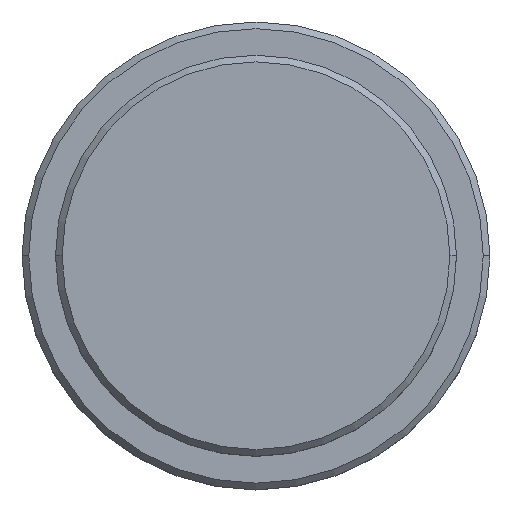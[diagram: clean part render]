
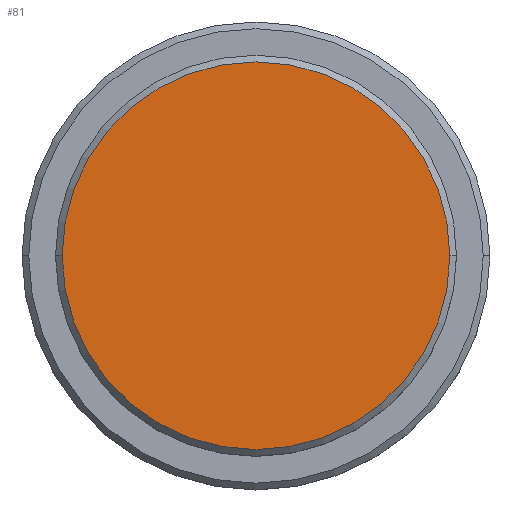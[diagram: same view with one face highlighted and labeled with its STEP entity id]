
A CAD part, top view. The second image highlights one B-rep face of the part: STEP entity #81.
In plain terms, the highlighted planar face has unit normal (0, 0, 1).
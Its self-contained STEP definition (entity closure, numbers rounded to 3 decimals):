
#81 = ADVANCED_FACE ( 'NONE', ( #696 ), #1348, .T. ) ;
#127 = EDGE_CURVE ( 'NONE', #798, #425, #340, .T. ) ;
#153 = EDGE_LOOP ( 'NONE', ( #1135, #1362 ) ) ;
#179 = CARTESIAN_POINT ( 'NONE',  ( -14.5, 0., 0. ) ) ;
#213 = AXIS2_PLACEMENT_3D ( 'NONE', #1346, #291, #1169 ) ;
#291 = DIRECTION ( 'NONE',  ( 0., 0., 1. ) ) ;
#340 = CIRCLE ( 'NONE', #1112, 14.5 ) ;
#373 = AXIS2_PLACEMENT_3D ( 'NONE', #640, #974, #542 ) ;
#425 = VERTEX_POINT ( 'NONE', #1389 ) ;
#461 = CIRCLE ( 'NONE', #373, 14.5 ) ;
#513 = EDGE_CURVE ( 'NONE', #425, #798, #461, .T. ) ;
#542 = DIRECTION ( 'NONE',  ( 1., 0., 0. ) ) ;
#640 = CARTESIAN_POINT ( 'NONE',  ( 0., 0., 0. ) ) ;
#696 = FACE_OUTER_BOUND ( 'NONE', #153, .T. ) ;
#798 = VERTEX_POINT ( 'NONE', #179 ) ;
#974 = DIRECTION ( 'NONE',  ( 0., 0., 1. ) ) ;
#1093 = DIRECTION ( 'NONE',  ( 1., 0., 0. ) ) ;
#1112 = AXIS2_PLACEMENT_3D ( 'NONE', #1306, #1207, #1093 ) ;
#1135 = ORIENTED_EDGE ( 'NONE', *, *, #127, .T. ) ;
#1169 = DIRECTION ( 'NONE',  ( 1., 0., 0. ) ) ;
#1207 = DIRECTION ( 'NONE',  ( 0., 0., 1. ) ) ;
#1306 = CARTESIAN_POINT ( 'NONE',  ( 0., 0., 0. ) ) ;
#1346 = CARTESIAN_POINT ( 'NONE',  ( 0., 0., 0. ) ) ;
#1348 = PLANE ( 'NONE',  #213 ) ;
#1362 = ORIENTED_EDGE ( 'NONE', *, *, #513, .T. ) ;
#1389 = CARTESIAN_POINT ( 'NONE',  ( 14.5, 0., 0. ) ) ;
